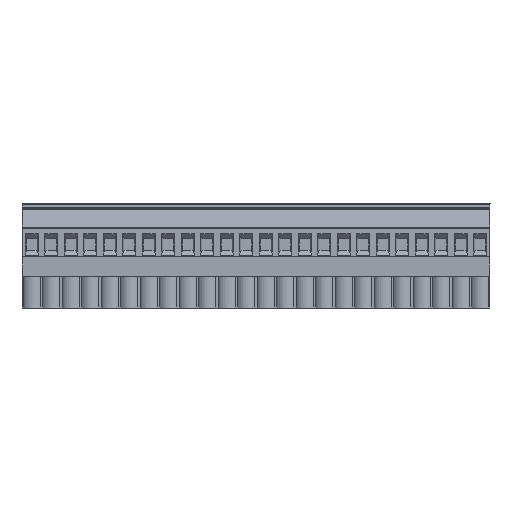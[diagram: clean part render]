
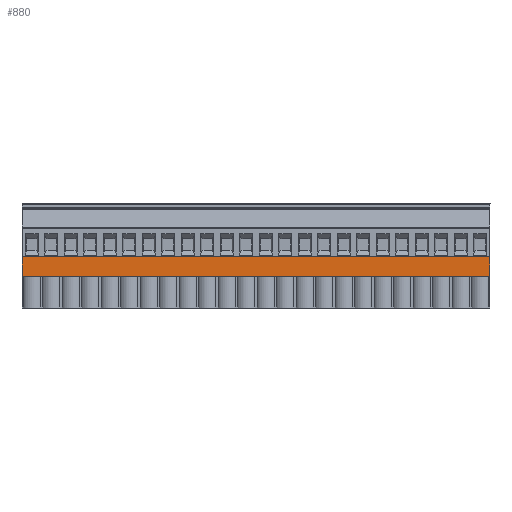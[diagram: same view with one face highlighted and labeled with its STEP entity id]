
A CAD part, top view. The second image highlights one B-rep face of the part: STEP entity #880.
In plain terms, the highlighted planar face has unit normal (0, 0, 1).
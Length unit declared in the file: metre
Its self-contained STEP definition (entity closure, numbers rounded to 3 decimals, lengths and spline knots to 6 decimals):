
#880=ADVANCED_FACE('',(#2358),#2359,.F.);
#2358=FACE_OUTER_BOUND('',#4511,.T.);
#2359=PLANE('',#4512);
#4511=EDGE_LOOP('',(#7198,#7199,#7200,#7201));
#4512=AXIS2_PLACEMENT_3D('',#7202,#7203,#7204);
#7198=ORIENTED_EDGE('',*,*,#12658,.T.);
#7199=ORIENTED_EDGE('',*,*,#12659,.T.);
#7200=ORIENTED_EDGE('',*,*,#12660,.F.);
#7201=ORIENTED_EDGE('',*,*,#12661,.F.);
#7202=CARTESIAN_POINT('',(-0.00508,0.004997,0.));
#7203=DIRECTION('',(0.,0.,-1.0));
#7204=DIRECTION('',(0.0,-1.0,0.));
#12658=EDGE_CURVE('',#15281,#15282,#15283,.T.);
#12659=EDGE_CURVE('',#15282,#15284,#15285,.T.);
#12660=EDGE_CURVE('',#15286,#15284,#15287,.T.);
#12661=EDGE_CURVE('',#15281,#15286,#15288,.T.);
#15281=VERTEX_POINT('',#18906);
#15282=VERTEX_POINT('',#18907);
#15283=LINE('',#18908,#18909);
#15284=VERTEX_POINT('',#18910);
#15285=LINE('',#18911,#18912);
#15286=VERTEX_POINT('',#18913);
#15287=LINE('',#18914,#18915);
#15288=LINE('',#18916,#18917);
#18906=CARTESIAN_POINT('',(0.0,0.,0.));
#18907=CARTESIAN_POINT('',(0.12192,0.0,0.0));
#18908=CARTESIAN_POINT('',(-0.00508,0.,0.));
#18909=VECTOR('',#22660,1.0);
#18910=CARTESIAN_POINT('',(0.12192,0.005,0.0));
#18911=CARTESIAN_POINT('',(0.12192,0.004997,0.0));
#18912=VECTOR('',#22661,1.0);
#18913=CARTESIAN_POINT('',(0.0,0.005,0.));
#18914=CARTESIAN_POINT('',(-0.00508,0.005,0.));
#18915=VECTOR('',#22662,1.0);
#18916=CARTESIAN_POINT('',(0.0,0.004997,0.));
#18917=VECTOR('',#22663,1.0);
#22660=DIRECTION('',(1.0,0.,0.));
#22661=DIRECTION('',(0.,1.0,0.));
#22662=DIRECTION('',(1.0,0.,0.));
#22663=DIRECTION('',(0.,1.0,0.));
